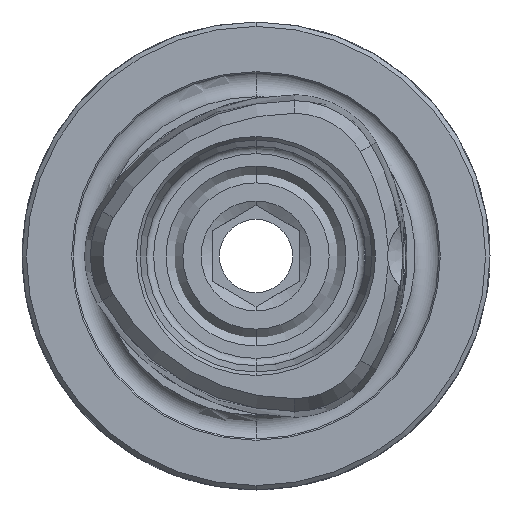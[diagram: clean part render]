
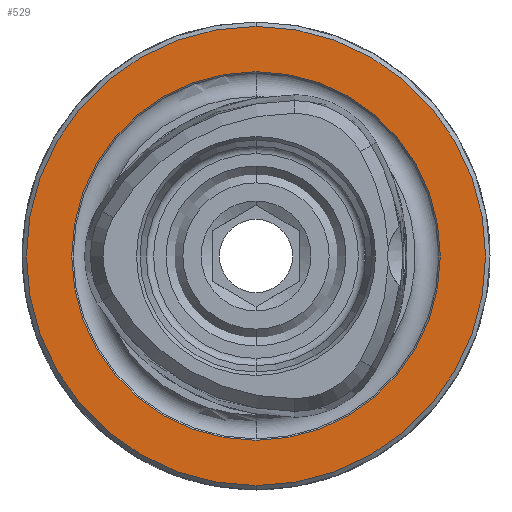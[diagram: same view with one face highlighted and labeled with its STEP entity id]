
A CAD part, left-side view. The second image highlights one B-rep face of the part: STEP entity #529.
In plain terms, the highlighted planar face has unit normal (-1, 0, 0).
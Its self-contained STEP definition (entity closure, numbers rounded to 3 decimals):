
#34 = CARTESIAN_POINT ( 'NONE',  ( 0., 0., 15.7 ) ) ;
#70 = VERTEX_POINT ( 'NONE', #288 ) ;
#76 = DIRECTION ( 'NONE',  ( 0., 0., 1. ) ) ;
#209 = CIRCLE ( 'NONE', #495, 12.6 ) ;
#288 = CARTESIAN_POINT ( 'NONE',  ( 0., 0., -12.6 ) ) ;
#339 = CARTESIAN_POINT ( 'NONE',  ( 0., 0., -15.7 ) ) ;
#354 = FACE_OUTER_BOUND ( 'NONE', #6785, .T. ) ;
#495 = AXIS2_PLACEMENT_3D ( 'NONE', #5226, #5837, #3585 ) ;
#529 = ADVANCED_FACE ( 'NONE', ( #2196, #354 ), #2106, .F. ) ;
#702 = CARTESIAN_POINT ( 'NONE',  ( 0., 0., 0. ) ) ;
#867 = EDGE_CURVE ( 'NONE', #3484, #3892, #1214, .T. ) ;
#1120 = DIRECTION ( 'NONE',  ( -1., 0., 0. ) ) ;
#1214 = CIRCLE ( 'NONE', #5077, 15.7 ) ;
#1743 = EDGE_CURVE ( 'NONE', #3892, #3484, #3120, .T. ) ;
#1776 = DIRECTION ( 'NONE',  ( -1., 0., 0. ) ) ;
#2106 = PLANE ( 'NONE',  #5354 ) ;
#2196 = FACE_BOUND ( 'NONE', #5721, .T. ) ;
#2282 = CARTESIAN_POINT ( 'NONE',  ( 0., 0., 0. ) ) ;
#2553 = VERTEX_POINT ( 'NONE', #4198 ) ;
#3120 = CIRCLE ( 'NONE', #6911, 15.7 ) ;
#3484 = VERTEX_POINT ( 'NONE', #34 ) ;
#3585 = DIRECTION ( 'NONE',  ( 0., 0., 1. ) ) ;
#3700 = DIRECTION ( 'NONE',  ( 1., 0., 0. ) ) ;
#3892 = VERTEX_POINT ( 'NONE', #339 ) ;
#3945 = ORIENTED_EDGE ( 'NONE', *, *, #867, .T. ) ;
#4198 = CARTESIAN_POINT ( 'NONE',  ( 0., 0., 12.6 ) ) ;
#4277 = ORIENTED_EDGE ( 'NONE', *, *, #4628, .F. ) ;
#4353 = CIRCLE ( 'NONE', #5802, 12.6 ) ;
#4628 = EDGE_CURVE ( 'NONE', #2553, #70, #209, .T. ) ;
#4845 = CARTESIAN_POINT ( 'NONE',  ( 0., 12.6, 0. ) ) ;
#5077 = AXIS2_PLACEMENT_3D ( 'NONE', #6473, #5294, #6450 ) ;
#5114 = ORIENTED_EDGE ( 'NONE', *, *, #1743, .T. ) ;
#5226 = CARTESIAN_POINT ( 'NONE',  ( 0., 0., 0. ) ) ;
#5294 = DIRECTION ( 'NONE',  ( -1., 0., 0. ) ) ;
#5354 = AXIS2_PLACEMENT_3D ( 'NONE', #4845, #3700, #7015 ) ;
#5697 = EDGE_CURVE ( 'NONE', #70, #2553, #4353, .T. ) ;
#5721 = EDGE_LOOP ( 'NONE', ( #4277, #6146 ) ) ;
#5802 = AXIS2_PLACEMENT_3D ( 'NONE', #2282, #1120, #7212 ) ;
#5837 = DIRECTION ( 'NONE',  ( -1., 0., 0. ) ) ;
#6146 = ORIENTED_EDGE ( 'NONE', *, *, #5697, .F. ) ;
#6450 = DIRECTION ( 'NONE',  ( 0., 0., 1. ) ) ;
#6473 = CARTESIAN_POINT ( 'NONE',  ( 0., 0., 0. ) ) ;
#6785 = EDGE_LOOP ( 'NONE', ( #5114, #3945 ) ) ;
#6911 = AXIS2_PLACEMENT_3D ( 'NONE', #702, #1776, #76 ) ;
#7015 = DIRECTION ( 'NONE',  ( 0., 0., -1. ) ) ;
#7212 = DIRECTION ( 'NONE',  ( 0., 0., 1. ) ) ;
